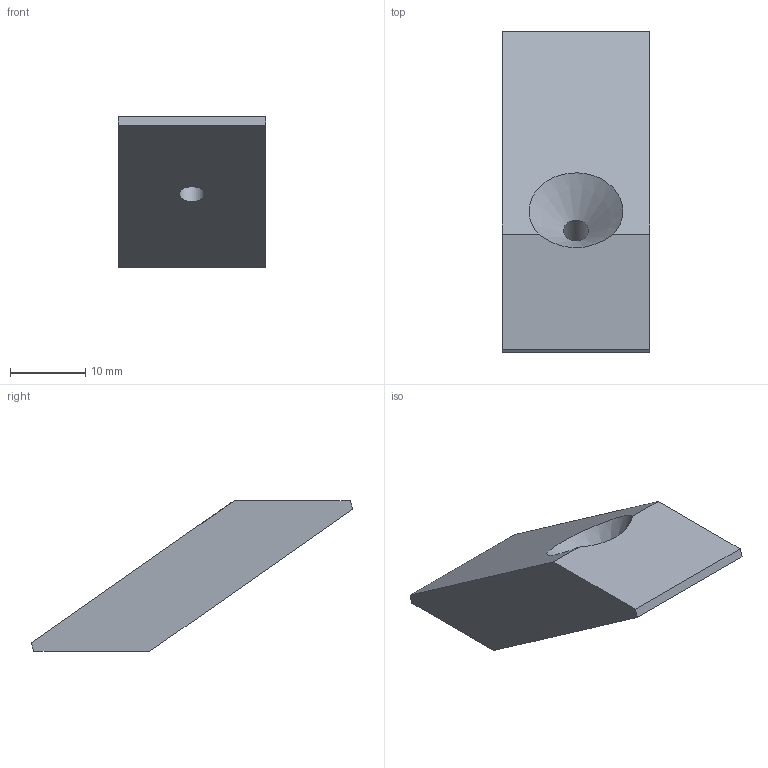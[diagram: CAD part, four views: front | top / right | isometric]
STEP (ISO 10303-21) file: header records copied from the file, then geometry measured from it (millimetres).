
FILE_DESCRIPTION(('FreeCAD Model'),'2;1');
FILE_NAME('Open CASCADE Shape Model','2024-05-24T19:49:12',(''),(''), 'Open CASCADE STEP processor 7.7','Ondsel','Unknown');
FILE_SCHEMA(('AUTOMOTIVE_DESIGN { 1 0 10303 214 1 1 1 1 }'));
Length unit declared in the file: millimetre
Products named in the file (2): Claw_Stopper; Stopper-Body
Assembly tree (1 placements, depth 2):
  Claw_Stopper
    Stopper-Body
Bounding box: 19.7 x 42.82 x 20.07 mm (x, y, z)
Volume: 6555.7 mm3; surface area: 2732.3 mm2
Topology: 1 solids, 1 shells, 10 faces, 26 edges, 17 vertices
Faces by surface type: plane 8, cone 1, cylinder 1
Full cylindrical faces by diameter (mm): 3.4 x1
Entity records: 351 total; most frequent: CARTESIAN_POINT 55, DIRECTION 55, ORIENTED_EDGE 52, EDGE_CURVE 26, LINE 21, VECTOR 21, AXIS2_PLACEMENT_3D 17, VERTEX_POINT 17
